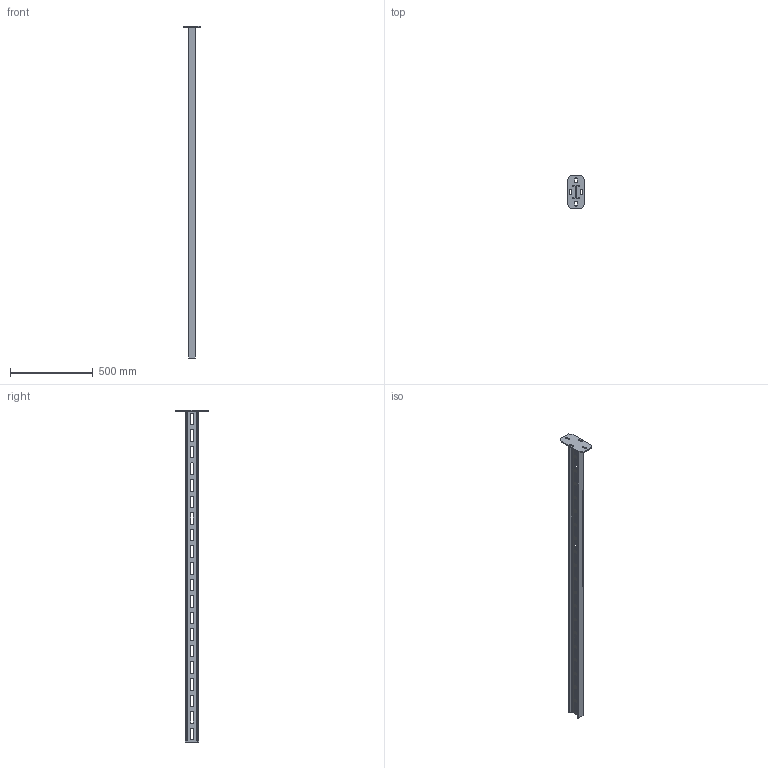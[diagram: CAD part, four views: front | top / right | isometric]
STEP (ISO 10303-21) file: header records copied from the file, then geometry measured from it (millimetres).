
FILE_DESCRIPTION (( 'STEP AP203' ), '1' );
FILE_NAME ('6361420_org.STEP', '2012-06-25T09:41:07', ( '' ), ( '' ), 'SwSTEP 2.0', 'SolidWorks 2012', '' );
FILE_SCHEMA (( 'CONFIG_CONTROL_DESIGN' ));
Length unit declared in the file: millimetre
Products named in the file (3): KTS 02.020-001; 6361420_org; KTS 01.001-035-2000_L1996
Assembly tree (2 placements, depth 2):
  6361420_org
    KTS 01.001-035-2000_L1996
    KTS 02.020-001
Bounding box: 100 x 200 x 2002.5 mm (x, y, z)
Volume: 1550138.6 mm3; surface area: 620487.4 mm2
Topology: 2 solids, 2 shells, 212 faces, 624 edges, 416 vertices
Faces by surface type: plane 112, cylinder 100
Entity records: 7509 total; most frequent: DIRECTION 1258, CARTESIAN_POINT 1257, ORIENTED_EDGE 1248, EDGE_CURVE 624, VECTOR 424, LINE 424, AXIS2_PLACEMENT_3D 417, VERTEX_POINT 416
